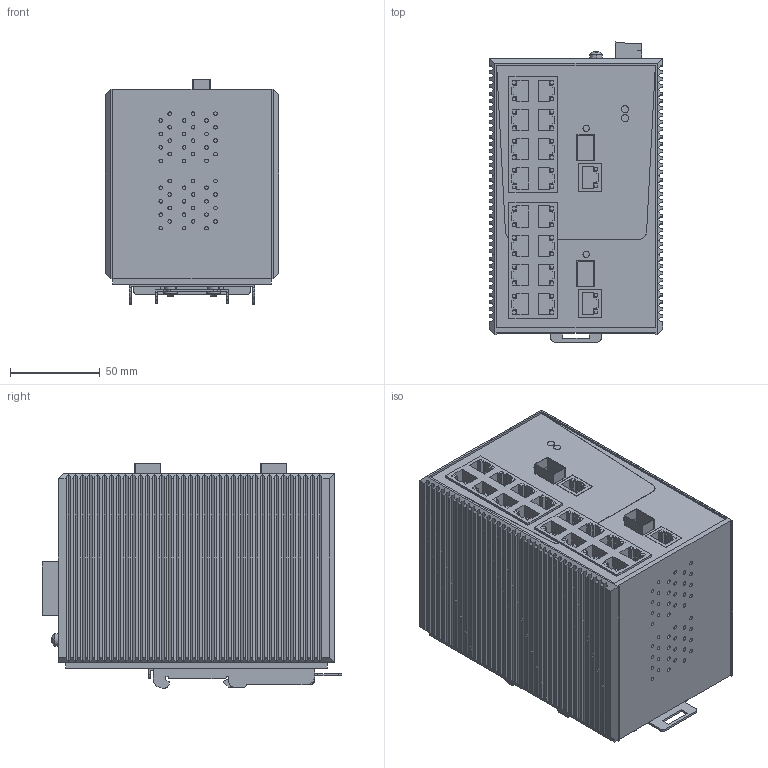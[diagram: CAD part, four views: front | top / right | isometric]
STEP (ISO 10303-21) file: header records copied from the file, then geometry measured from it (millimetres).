
FILE_DESCRIPTION(('CATIA V5 STEP Exchange','CAx-IF Rec.Pracs.--- Model Styling and Organization---1.4--- 2014-01-23'),'2;1');
FILE_NAME ('D1418354_1', '2020-11-25T13:11:57+00:00', ('none'), ('Weidmueller'), 'CATIA Version 5-6 Release 2016 SP3 HF44', 'CATIA V5 STEP AP214', 'none');
FILE_SCHEMA(('AUTOMOTIVE_DESIGN { 1 0 10303 214 1 1 1 1 }'));
Products named in the file (1): S3D_IE_SW_EL18_16TX_2GC
Bounding box: 96.4 x 167.05 x 124.83 mm (x, y, z)
Volume: 1530426.7 mm3; surface area: 185264.5 mm2
Topology: 58 solids, 58 shells, 2023 faces, 5045 edges, 3337 vertices
Faces by surface type: plane 1635, cylinder 295, extrusion 83, revolution 8, sphere 2
Entity records: 59797 total; most frequent: CARTESIAN_POINT 12642, ORIENTED_EDGE 10090, DIRECTION 7347, EDGE_CURVE 5045, VECTOR 4013, LINE 3930, VERTEX_POINT 3337, EDGE_LOOP 2244
